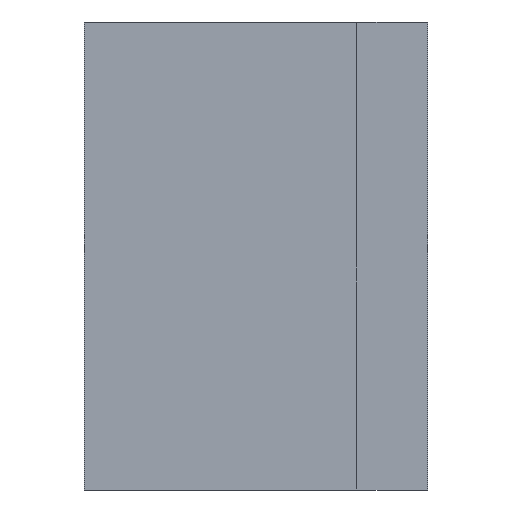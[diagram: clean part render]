
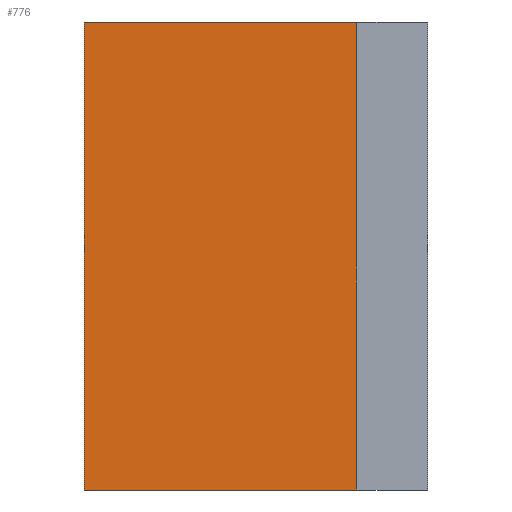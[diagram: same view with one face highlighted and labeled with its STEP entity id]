
A CAD part, left-side view. The second image highlights one B-rep face of the part: STEP entity #776.
In plain terms, the highlighted planar face has unit normal (-1, 0, 0).
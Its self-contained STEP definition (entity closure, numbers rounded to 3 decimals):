
#1 = LINE ( 'NONE', #547, #653 ) ;
#35 = AXIS2_PLACEMENT_3D ( 'NONE', #315, #146, #256 ) ;
#56 = ORIENTED_EDGE ( 'NONE', *, *, #538, .F. ) ;
#75 = CARTESIAN_POINT ( 'NONE',  ( -45.025, -20.05, 0. ) ) ;
#93 = VERTEX_POINT ( 'NONE', #746 ) ;
#120 = EDGE_LOOP ( 'NONE', ( #668, #483, #56, #673 ) ) ;
#146 = DIRECTION ( 'NONE',  ( 1., 0., 0. ) ) ;
#149 = EDGE_CURVE ( 'NONE', #275, #759, #152, .T. ) ;
#152 = LINE ( 'NONE', #260, #469 ) ;
#190 = VECTOR ( 'NONE', #516, 1000. ) ;
#198 = VECTOR ( 'NONE', #436, 1000. ) ;
#202 = CARTESIAN_POINT ( 'NONE',  ( -45.025, -20.05, 0. ) ) ;
#228 = EDGE_CURVE ( 'NONE', #267, #93, #630, .T. ) ;
#256 = DIRECTION ( 'NONE',  ( 0., 0., -1. ) ) ;
#260 = CARTESIAN_POINT ( 'NONE',  ( -45.025, -20.05, 39.6 ) ) ;
#267 = VERTEX_POINT ( 'NONE', #316 ) ;
#268 = FACE_OUTER_BOUND ( 'NONE', #120, .T. ) ;
#275 = VERTEX_POINT ( 'NONE', #565 ) ;
#315 = CARTESIAN_POINT ( 'NONE',  ( -45.025, -20.05, 39.6 ) ) ;
#316 = CARTESIAN_POINT ( 'NONE',  ( -45.025, 3., 39.6 ) ) ;
#436 = DIRECTION ( 'NONE',  ( 0., -1., 0. ) ) ;
#469 = VECTOR ( 'NONE', #750, 1000. ) ;
#483 = ORIENTED_EDGE ( 'NONE', *, *, #149, .F. ) ;
#516 = DIRECTION ( 'NONE',  ( 0., 0., -1. ) ) ;
#538 = EDGE_CURVE ( 'NONE', #267, #275, #1, .T. ) ;
#547 = CARTESIAN_POINT ( 'NONE',  ( -45.025, -20.05, 39.6 ) ) ;
#565 = CARTESIAN_POINT ( 'NONE',  ( -45.025, -20.05, 39.6 ) ) ;
#573 = CARTESIAN_POINT ( 'NONE',  ( -45.025, 3., 39.6 ) ) ;
#603 = DIRECTION ( 'NONE',  ( 0., -1., 0. ) ) ;
#625 = PLANE ( 'NONE',  #35 ) ;
#630 = LINE ( 'NONE', #573, #190 ) ;
#642 = LINE ( 'NONE', #75, #198 ) ;
#653 = VECTOR ( 'NONE', #603, 1000. ) ;
#668 = ORIENTED_EDGE ( 'NONE', *, *, #672, .T. ) ;
#672 = EDGE_CURVE ( 'NONE', #93, #759, #642, .T. ) ;
#673 = ORIENTED_EDGE ( 'NONE', *, *, #228, .T. ) ;
#746 = CARTESIAN_POINT ( 'NONE',  ( -45.025, 3., 0. ) ) ;
#750 = DIRECTION ( 'NONE',  ( 0., 0., -1. ) ) ;
#759 = VERTEX_POINT ( 'NONE', #202 ) ;
#776 = ADVANCED_FACE ( 'NONE', ( #268 ), #625, .F. ) ;
